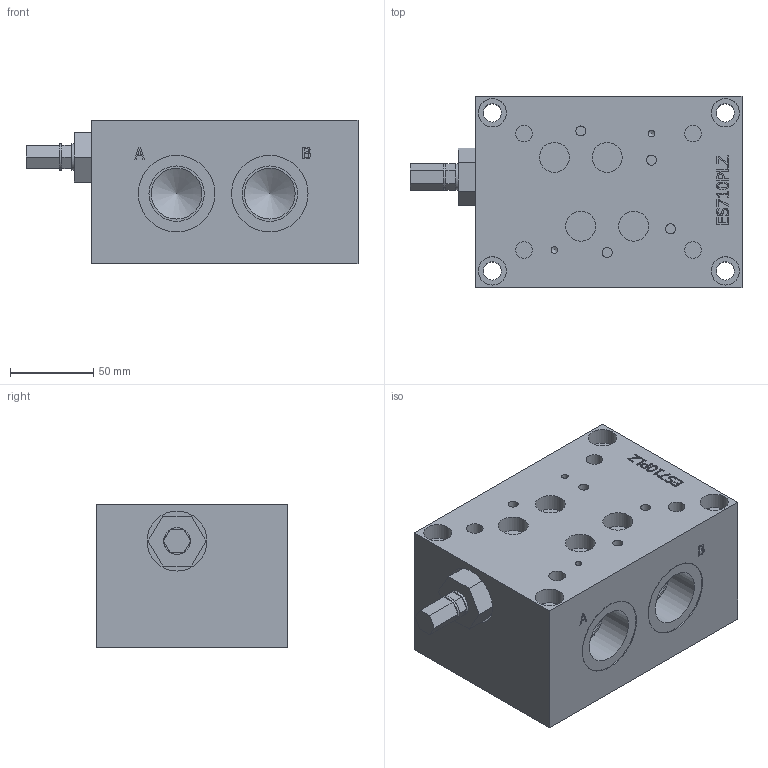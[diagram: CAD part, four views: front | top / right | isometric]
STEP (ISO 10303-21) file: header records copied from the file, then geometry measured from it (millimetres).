
FILE_DESCRIPTION(/* description */ (''),/* implementation_level */ '2;1');
FILE_NAME(/* name */ 'es710plz.stp',/* time_stamp */ '2016-05-10T16:40:37+02:00',/* author */ ('Lemoine2'),/* organization */ (''),/* preprocessor_version */ 'ST-DEVELOPER v16.1',/* originating_system */ 'Autodesk Inventor 2016',/* authorisation */ '');
FILE_SCHEMA (('AUTOMOTIVE_DESIGN { 1 0 10303 214 3 1 1 }'));
Length unit declared in the file: millimetre
Products named in the file (1): es710plz
Bounding box: 199.5 x 115 x 86 mm (x, y, z)
Volume: 1423240.6 mm3; surface area: 122865 mm2
Topology: 2 solids, 2 shells, 394 faces, 959 edges, 628 vertices
Faces by surface type: plane 271, bspline 59, cylinder 53, cone 11
Full cylindrical faces by diameter (mm): 4 x2, 6 x4, 10 x4, 11 x4, 11.5 x5, 13.2 x5, 16 x2, 17 x4, 18 x4, 22 x5, 29 x1, 30.5 x4, 33.249 x4, 36 x1, 46 x3
Entity records: 11320 total; most frequent: CARTESIAN_POINT 2632, ORIENTED_EDGE 1738, DIRECTION 1562, EDGE_CURVE 869, LINE 612, VECTOR 612, VERTEX_POINT 601, EDGE_LOOP 524
